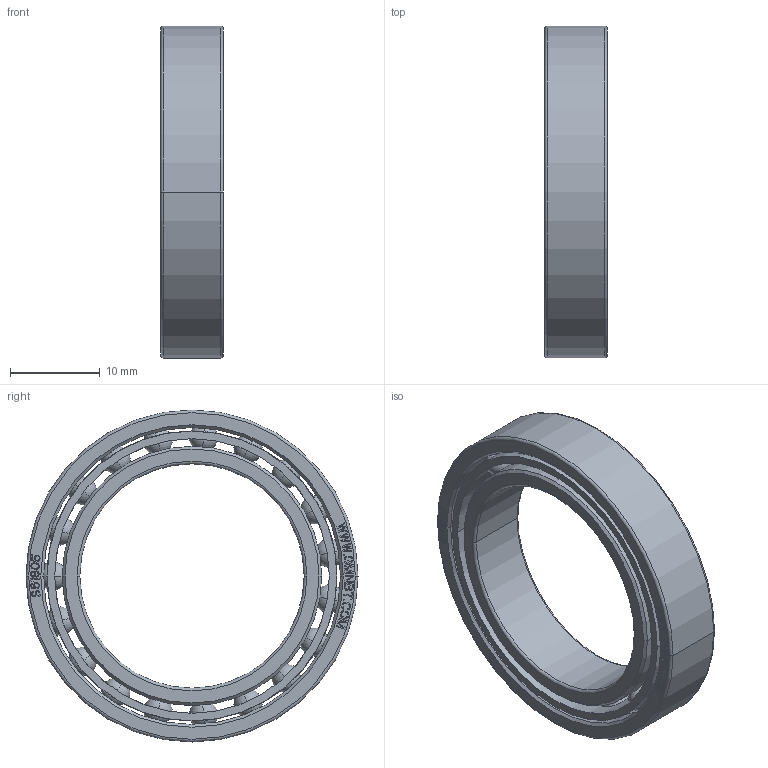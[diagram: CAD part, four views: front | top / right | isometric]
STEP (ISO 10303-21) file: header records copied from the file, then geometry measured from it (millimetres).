
FILE_DESCRIPTION((''),'2;1');
FILE_NAME('S61805_PRT','2014-03-19T',('sales 4'),(''),'PRO/ENGINEER BY PARAMETRIC TECHNOLOGY CORPORATION, 2013150','PRO/ENGINEER BY PARAMETRIC TECHNOLOGY CORPORATION, 2013150','');
FILE_SCHEMA(('AUTOMOTIVE_DESIGN { 1 0 10303 214 1 1 1 1 }'));
Length unit declared in the file: millimetre
Products named in the file (1): S61805_PRT
Bounding box: 7.01 x 37 x 37 mm (x, y, z)
Volume: 3078.4 mm3; surface area: 5207.9 mm2
Topology: 3 solids, 3 shells, 749 faces, 2053 edges, 1296 vertices
Faces by surface type: plane 561, cylinder 90, sphere 76, torus 12, cone 10
Entity records: 35839 total; most frequent: CARTESIAN_POINT 10952, ORIENTED_EDGE 3954, DIRECTION 3611, PRESENTATION_STYLE_ASSIGNMENT 2009, STYLED_ITEM 1980, CURVE_STYLE 1977, EDGE_CURVE 1977, VECTOR 1689
